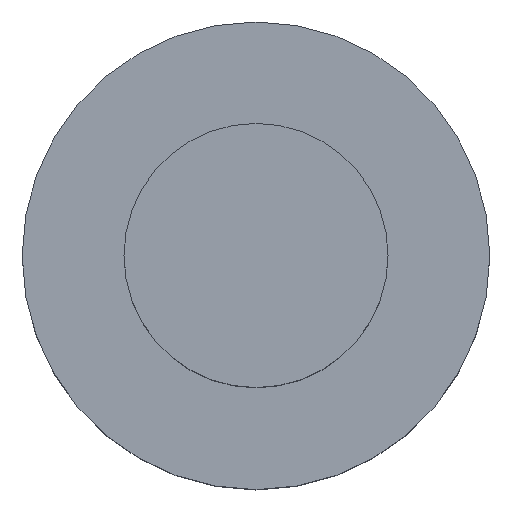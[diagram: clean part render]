
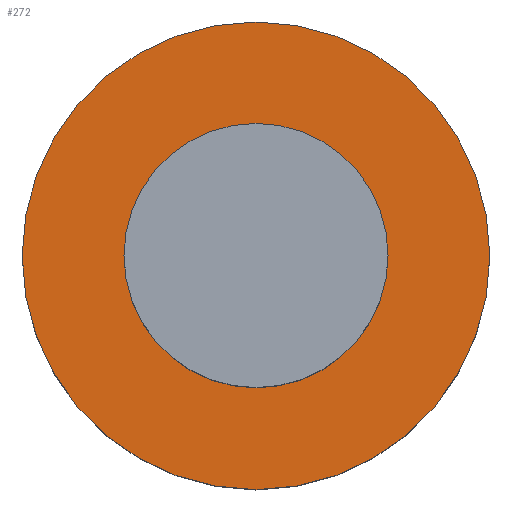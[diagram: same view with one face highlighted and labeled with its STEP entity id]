
A CAD part, top view. The second image highlights one B-rep face of the part: STEP entity #272.
In plain terms, the highlighted planar face has unit normal (0, 0, 1).
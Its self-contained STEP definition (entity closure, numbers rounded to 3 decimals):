
#6 = ORIENTED_EDGE ( 'NONE', *, *, #295, .F. ) ;
#7 = DIRECTION ( 'NONE',  ( 1., 0., 0. ) ) ;
#10 = AXIS2_PLACEMENT_3D ( 'NONE', #173, #25, #278 ) ;
#19 = FACE_OUTER_BOUND ( 'NONE', #273, .T. ) ;
#25 = DIRECTION ( 'NONE',  ( 0., 0., 1. ) ) ;
#29 = CARTESIAN_POINT ( 'NONE',  ( 0., 0., 20. ) ) ;
#41 = CIRCLE ( 'NONE', #317, 13.404 ) ;
#70 = DIRECTION ( 'NONE',  ( 1., 0., 0. ) ) ;
#74 = CARTESIAN_POINT ( 'NONE',  ( 0., 0., 20. ) ) ;
#79 = VERTEX_POINT ( 'NONE', #267 ) ;
#84 = CARTESIAN_POINT ( 'NONE',  ( 13.404, 0., 20. ) ) ;
#93 = DIRECTION ( 'NONE',  ( 0., 0., 1. ) ) ;
#96 = AXIS2_PLACEMENT_3D ( 'NONE', #112, #93, #214 ) ;
#112 = CARTESIAN_POINT ( 'NONE',  ( 0., 0., 20. ) ) ;
#116 = EDGE_CURVE ( 'NONE', #128, #79, #117, .T. ) ;
#117 = CIRCLE ( 'NONE', #96, 23.732 ) ;
#128 = VERTEX_POINT ( 'NONE', #330 ) ;
#139 = CIRCLE ( 'NONE', #10, 23.732 ) ;
#144 = ORIENTED_EDGE ( 'NONE', *, *, #285, .F. ) ;
#150 = AXIS2_PLACEMENT_3D ( 'NONE', #308, #229, #7 ) ;
#168 = CIRCLE ( 'NONE', #150, 13.404 ) ;
#173 = CARTESIAN_POINT ( 'NONE',  ( 0., 0., 20. ) ) ;
#193 = PLANE ( 'NONE',  #316 ) ;
#214 = DIRECTION ( 'NONE',  ( 1., 0., 0. ) ) ;
#224 = VERTEX_POINT ( 'NONE', #269 ) ;
#229 = DIRECTION ( 'NONE',  ( 0., 0., 1. ) ) ;
#235 = VERTEX_POINT ( 'NONE', #84 ) ;
#252 = DIRECTION ( 'NONE',  ( 0., 0., 1. ) ) ;
#257 = EDGE_LOOP ( 'NONE', ( #6, #144 ) ) ;
#267 = CARTESIAN_POINT ( 'NONE',  ( -23.732, 0., 20. ) ) ;
#268 = ORIENTED_EDGE ( 'NONE', *, *, #286, .T. ) ;
#269 = CARTESIAN_POINT ( 'NONE',  ( -13.404, 0., 20. ) ) ;
#272 = ADVANCED_FACE ( 'NONE', ( #19, #287 ), #193, .T. ) ;
#273 = EDGE_LOOP ( 'NONE', ( #268, #311 ) ) ;
#278 = DIRECTION ( 'NONE',  ( 1., 0., 0. ) ) ;
#281 = DIRECTION ( 'NONE',  ( 1., 0., 0. ) ) ;
#282 = DIRECTION ( 'NONE',  ( 0., 0., 1. ) ) ;
#285 = EDGE_CURVE ( 'NONE', #235, #224, #41, .T. ) ;
#286 = EDGE_CURVE ( 'NONE', #79, #128, #139, .T. ) ;
#287 = FACE_BOUND ( 'NONE', #257, .T. ) ;
#295 = EDGE_CURVE ( 'NONE', #224, #235, #168, .T. ) ;
#308 = CARTESIAN_POINT ( 'NONE',  ( 0., 0., 20. ) ) ;
#311 = ORIENTED_EDGE ( 'NONE', *, *, #116, .T. ) ;
#316 = AXIS2_PLACEMENT_3D ( 'NONE', #74, #282, #70 ) ;
#317 = AXIS2_PLACEMENT_3D ( 'NONE', #29, #252, #281 ) ;
#330 = CARTESIAN_POINT ( 'NONE',  ( 23.732, 0., 20. ) ) ;
